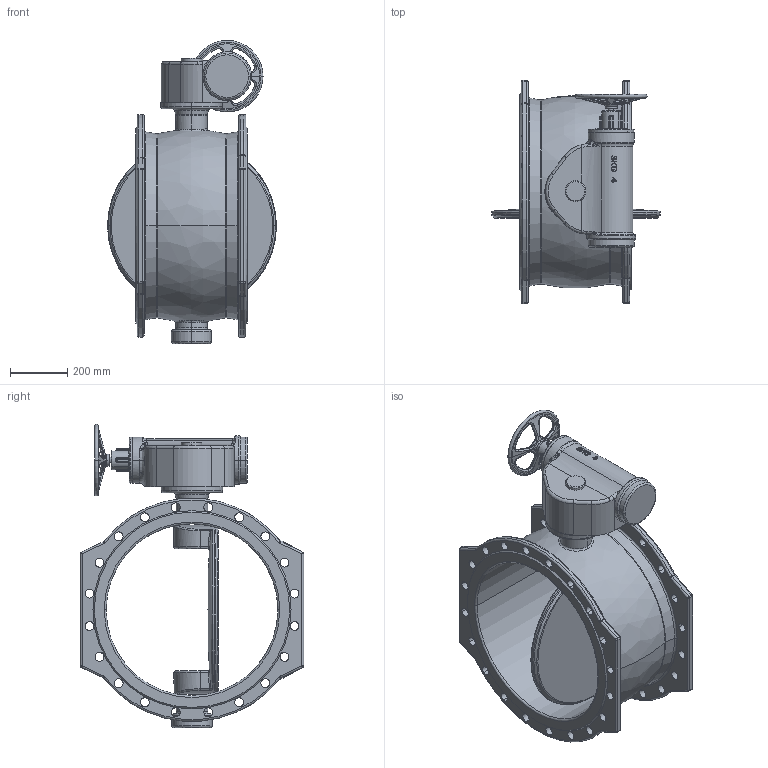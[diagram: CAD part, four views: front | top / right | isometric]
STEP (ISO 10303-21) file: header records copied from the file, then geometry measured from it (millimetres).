
FILE_DESCRIPTION((''),'2;1');
FILE_NAME('0D231526_ASM','2014-12-11T',('aspaegele'),(''),'PRO/ENGINEER BY PARAMETRIC TECHNOLOGY CORPORATION, 2010040','PRO/ENGINEER BY PARAMETRIC TECHNOLOGY CORPORATION, 2010040','');
FILE_SCHEMA(('AUTOMOTIVE_DESIGN_CC2 { 1 2 10303 214 -1 1 5 2 }'));
Length unit declared in the file: millimetre
Products named in the file (6): F0D231520; M0D231520; NET_SKG_4; NET_LAGERNABE_SKG_2_4; 250_22_NABENLOCH; 0D231526_ASM
Assembly tree (5 placements, depth 2):
  0D231526_ASM
    F0D231520
    M0D231520
    NET_SKG_4
    NET_LAGERNABE_SKG_2_4
    250_22_NABENLOCH
Bounding box: 590 x 780 x 1058.9 mm (x, y, z)
Volume: 58284013.9 mm3; surface area: 3614615.2 mm2
Topology: 5 solids, 5 shells, 1124 faces, 2898 edges, 1820 vertices
Faces by surface type: plane 599, cylinder 246, torus 131, bspline 96, sphere 34, cone 18
Entity records: 50693 total; most frequent: CARTESIAN_POINT 14106, ORIENTED_EDGE 5792, DIRECTION 5288, EDGE_CURVE 2896, PRESENTATION_STYLE_ASSIGNMENT 2880, STYLED_ITEM 2840, CURVE_STYLE 2790, AXIS2_PLACEMENT_3D 1939
